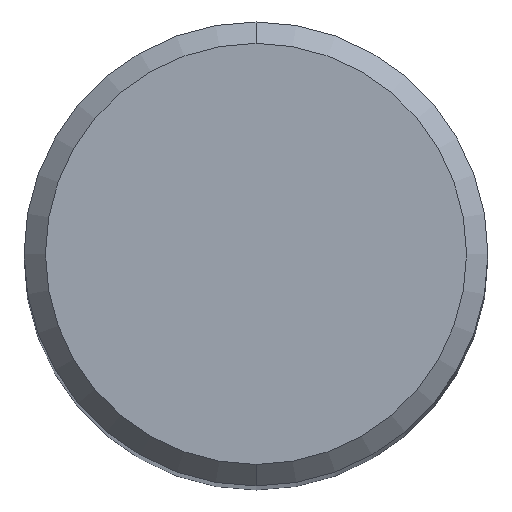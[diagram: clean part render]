
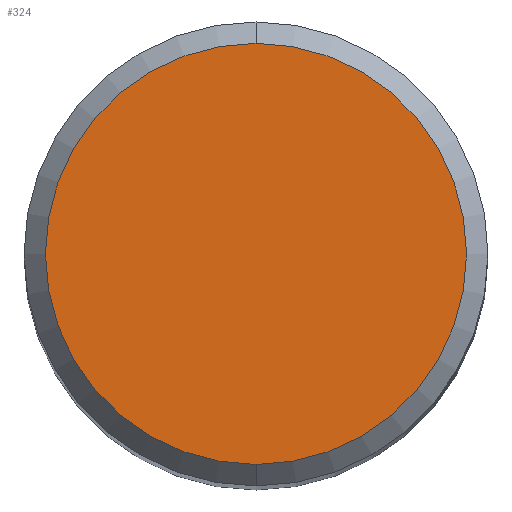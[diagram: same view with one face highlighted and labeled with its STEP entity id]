
A CAD part, top view. The second image highlights one B-rep face of the part: STEP entity #324.
In plain terms, the highlighted planar face has unit normal (0, 0, 1).
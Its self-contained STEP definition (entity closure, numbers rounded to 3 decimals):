
#196=VERTEX_POINT('',#500);
#298=EDGE_CURVE('',#196,#408,#613,.T.);
#324=ADVANCED_FACE('',(#641),#642,.T.);
#332=EDGE_CURVE('',#408,#196,#650,.T.);
#408=VERTEX_POINT('',#734);
#500=CARTESIAN_POINT('',(0.,-5.9,0.0));
#613=CIRCLE('',#1095,5.9);
#641=FACE_OUTER_BOUND('',#1131,.T.);
#642=PLANE('',#1132);
#650=CIRCLE('',#1142,5.9);
#734=CARTESIAN_POINT('',(0.0,5.9,0.0));
#1095=AXIS2_PLACEMENT_3D('',#1636,#1637,#1638);
#1131=EDGE_LOOP('',(#1673,#1674));
#1132=AXIS2_PLACEMENT_3D('',#1675,#1676,#1677);
#1142=AXIS2_PLACEMENT_3D('',#1681,#1682,#1683);
#1636=CARTESIAN_POINT('',(0.0,0.0,0.0));
#1637=DIRECTION('',(0.0,0.0,-1.0));
#1638=DIRECTION('',(0.0,1.0,0.0));
#1673=ORIENTED_EDGE('',*,*,#332,.F.);
#1674=ORIENTED_EDGE('',*,*,#298,.F.);
#1675=CARTESIAN_POINT('',(0.0,2.95,0.0));
#1676=DIRECTION('',(-0.0,0.0,1.0));
#1677=DIRECTION('',(0.0,-1.0,0.0));
#1681=CARTESIAN_POINT('',(0.0,0.0,0.0));
#1682=DIRECTION('',(0.0,0.0,-1.0));
#1683=DIRECTION('',(0.0,1.0,0.0));
